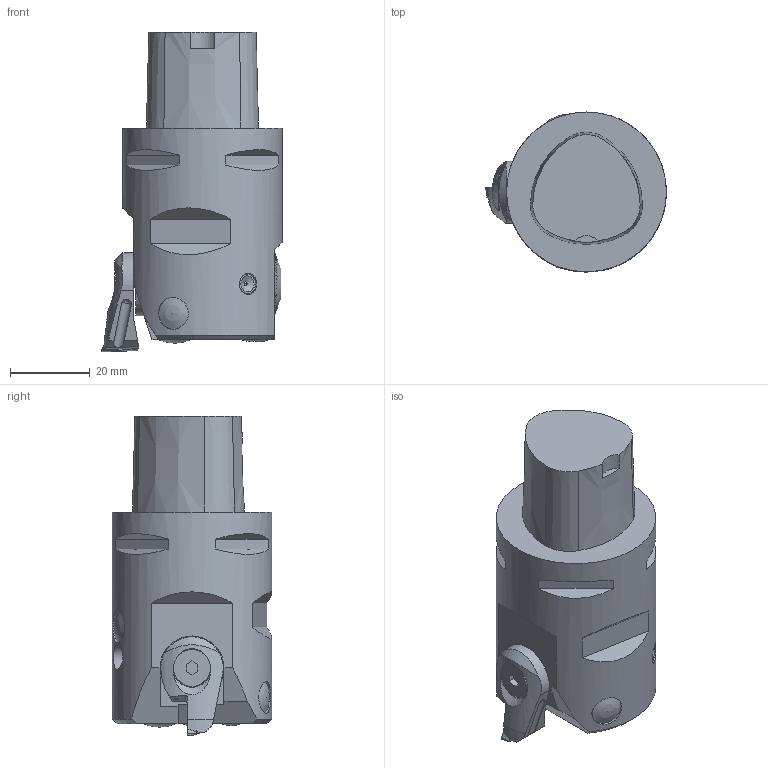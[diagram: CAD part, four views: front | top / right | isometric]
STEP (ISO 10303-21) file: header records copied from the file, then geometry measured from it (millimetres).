
FILE_DESCRIPTION(/* description */ (''),/* implementation_level */ '2;1');
FILE_NAME(/* name */ '1566908400791.stp',/* time_stamp */ '2019-08-27T14:20:07+02:00',/* author */ (''),/* organization */ ('SMS'),/* preprocessor_version */ 'ST-DEVELOPER v16.7',/* originating_system */ 'SIEMENS PLM Software NX 12.0',/* authorisation */ '');
FILE_SCHEMA (('AUTOMOTIVE_DESIGN { 1 0 10303 214 3 1 1 1 }'));
Length unit declared in the file: millimetre
Products named in the file (7): IsoTurningInsert; ASSEMBLY_CONSTRUCTION; 202217155mod000_00; 111166038mod000_01; 111169188mod000_01; 111165154mod000_01
Assembly tree (6 placements, depth 3):
  111165154mod000_01
    111166038mod000_01
    111169188mod000_01
      202217155mod000_00
      ASSEMBLY_CONSTRUCTION
      IsoTurningInsert
    ASSEMBLY_CONSTRUCTION
Bounding box: 45.25 x 40 x 80 mm (x, y, z)
Volume: 5397.5 mm3; surface area: 14902.4 mm2
Topology: 3 solids, 4 shells, 421 faces, 1189 edges, 800 vertices
Faces by surface type: plane 292, cone 76, cylinder 40, sphere 8, torus 4, bspline 1
Full cylindrical faces by diameter (mm): 1 x2, 2.5 x2, 3.6 x1, 5 x1, 5.015 x3, 5.25 x1, 6 x1, 6.1 x1, 7.54 x1, 8.015 x1, 8.018 x1, 9.2 x1, 16 x2, 40 x1
Entity records: 13993 total; most frequent: CARTESIAN_POINT 3529, ORIENTED_EDGE 2224, DIRECTION 1934, EDGE_CURVE 1112, VERTEX_POINT 756, AXIS2_PLACEMENT_3D 675, LINE 584, VECTOR 584
